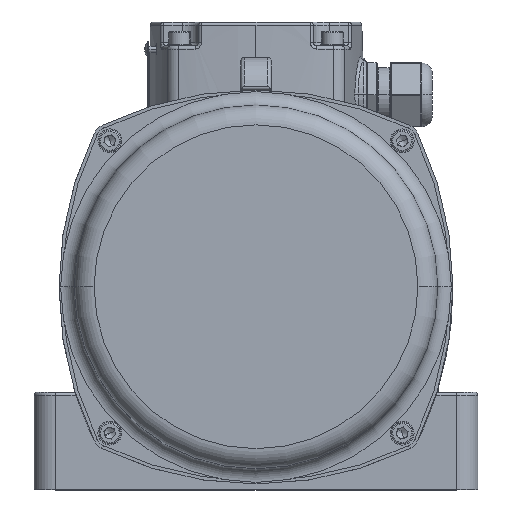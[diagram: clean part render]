
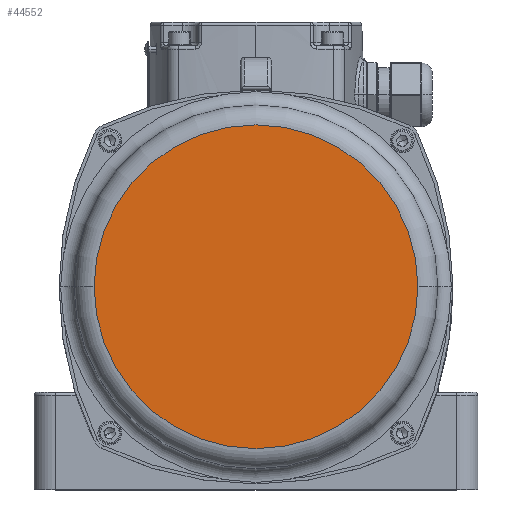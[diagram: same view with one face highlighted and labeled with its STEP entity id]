
A CAD part, top view. The second image highlights one B-rep face of the part: STEP entity #44552.
In plain terms, the highlighted planar face has unit normal (0, 0, 1).
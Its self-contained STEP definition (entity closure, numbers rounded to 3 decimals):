
#4030 = AXIS2_PLACEMENT_3D ( 'NONE', #38634, #31608, #55573 ) ;
#5074 = DIRECTION ( 'NONE',  ( 0., 0., 1. ) ) ;
#9866 = CIRCLE ( 'NONE', #48714, 74.8 ) ;
#13764 = CARTESIAN_POINT ( 'NONE',  ( -74.8, 0., 154. ) ) ;
#13766 = DIRECTION ( 'NONE',  ( 0., 0., 1. ) ) ;
#23711 = CARTESIAN_POINT ( 'NONE',  ( 74.8, 0., 154. ) ) ;
#26707 = CARTESIAN_POINT ( 'NONE',  ( 0., 0., 154. ) ) ;
#31608 = DIRECTION ( 'NONE',  ( 0., 0., 1. ) ) ;
#32823 = ORIENTED_EDGE ( 'NONE', *, *, #66544, .T. ) ;
#34688 = ORIENTED_EDGE ( 'NONE', *, *, #40442, .T. ) ;
#38524 = VERTEX_POINT ( 'NONE', #23711 ) ;
#38634 = CARTESIAN_POINT ( 'NONE',  ( -33.76, 2.24, 154. ) ) ;
#40436 = DIRECTION ( 'NONE',  ( 1., 0., 0. ) ) ;
#40442 = EDGE_CURVE ( 'NONE', #56844, #38524, #9866, .T. ) ;
#40700 = CARTESIAN_POINT ( 'NONE',  ( 0., 0., 154. ) ) ;
#44552 = ADVANCED_FACE ( 'NONE', ( #45876 ), #73763, .T. ) ;
#45876 = FACE_OUTER_BOUND ( 'NONE', #68469, .T. ) ;
#48714 = AXIS2_PLACEMENT_3D ( 'NONE', #40700, #5074, #40436 ) ;
#51637 = CIRCLE ( 'NONE', #60892, 74.8 ) ;
#55573 = DIRECTION ( 'NONE',  ( 1., 0., 0. ) ) ;
#56844 = VERTEX_POINT ( 'NONE', #13764 ) ;
#60892 = AXIS2_PLACEMENT_3D ( 'NONE', #26707, #13766, #73517 ) ;
#66544 = EDGE_CURVE ( 'NONE', #38524, #56844, #51637, .T. ) ;
#68469 = EDGE_LOOP ( 'NONE', ( #32823, #34688 ) ) ;
#73517 = DIRECTION ( 'NONE',  ( 1., 0., 0. ) ) ;
#73763 = PLANE ( 'NONE',  #4030 ) ;
